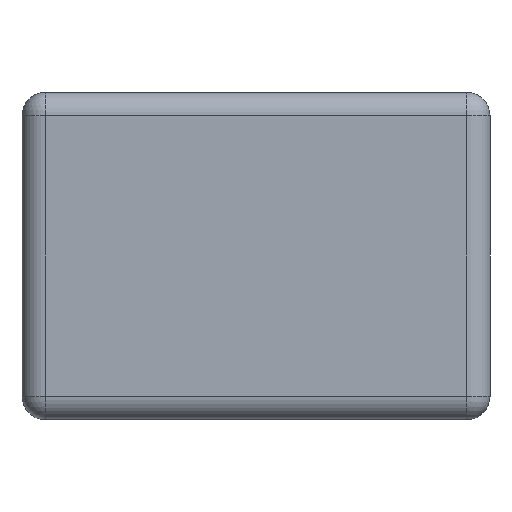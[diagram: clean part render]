
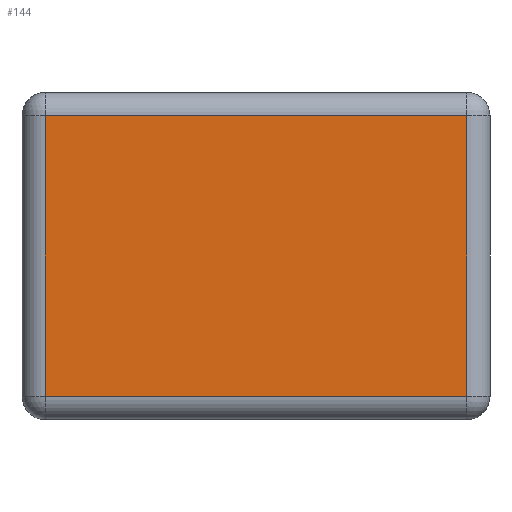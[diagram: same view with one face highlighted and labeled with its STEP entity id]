
A CAD part, left-side view. The second image highlights one B-rep face of the part: STEP entity #144.
In plain terms, the highlighted planar face has unit normal (-1, 0, 0).
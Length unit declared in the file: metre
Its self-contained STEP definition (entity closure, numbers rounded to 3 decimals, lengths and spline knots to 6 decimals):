
#144 = ADVANCED_FACE( '', ( #293 ), #294, .F. );
#293 = FACE_OUTER_BOUND( '', #448, .T. );
#294 = PLANE( '', #449 );
#448 = EDGE_LOOP( '', ( #758, #759, #760, #761 ) );
#449 = AXIS2_PLACEMENT_3D( '', #762, #763, #764 );
#758 = ORIENTED_EDGE( '', *, *, #931, .T. );
#759 = ORIENTED_EDGE( '', *, *, #960, .T. );
#760 = ORIENTED_EDGE( '', *, *, #891, .T. );
#761 = ORIENTED_EDGE( '', *, *, #988, .T. );
#762 = CARTESIAN_POINT( '', ( -0.0005, -0.00025, 0.000175 ) );
#763 = DIRECTION( '', ( 1., 0., 0. ) );
#764 = DIRECTION( '', ( 0., 0., -1. ) );
#891 = EDGE_CURVE( '', #1047, #1052, #1054, .F. );
#931 = EDGE_CURVE( '', #1110, #1114, #1116, .T. );
#960 = EDGE_CURVE( '', #1114, #1047, #1154, .T. );
#988 = EDGE_CURVE( '', #1052, #1110, #1186, .F. );
#1047 = VERTEX_POINT( '', #1255 );
#1052 = VERTEX_POINT( '', #1260 );
#1054 = LINE( '', #1262, #1263 );
#1110 = VERTEX_POINT( '', #1333 );
#1114 = VERTEX_POINT( '', #1338 );
#1116 = LINE( '', #1340, #1341 );
#1154 = LINE( '', #1393, #1394 );
#1186 = LINE( '', #1437, #1438 );
#1255 = CARTESIAN_POINT( '', ( -0.0005, 0.000225, 0.000025 ) );
#1260 = CARTESIAN_POINT( '', ( -0.0005, -0.000225, 0.000025 ) );
#1262 = CARTESIAN_POINT( '', ( -0.0005, -0.00025, 0.000025 ) );
#1263 = VECTOR( '', #1500, 1. );
#1333 = CARTESIAN_POINT( '', ( -0.0005, -0.000225, 0.000325 ) );
#1338 = CARTESIAN_POINT( '', ( -0.0005, 0.000225, 0.000325 ) );
#1340 = CARTESIAN_POINT( '', ( -0.0005, -0.00025, 0.000325 ) );
#1341 = VECTOR( '', #1561, 1. );
#1393 = CARTESIAN_POINT( '', ( -0.0005, 0.000225, 0.000175 ) );
#1394 = VECTOR( '', #1594, 1. );
#1437 = CARTESIAN_POINT( '', ( -0.0005, -0.000225, 0.00035 ) );
#1438 = VECTOR( '', #1621, 1. );
#1500 = DIRECTION( '', ( 0., 1., 0. ) );
#1561 = DIRECTION( '', ( 0., 1., 0. ) );
#1594 = DIRECTION( '', ( 0., 0., -1. ) );
#1621 = DIRECTION( '', ( 0., 0., -1. ) );
